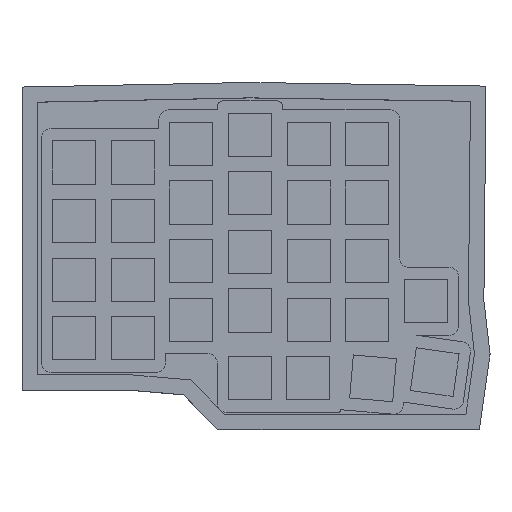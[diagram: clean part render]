
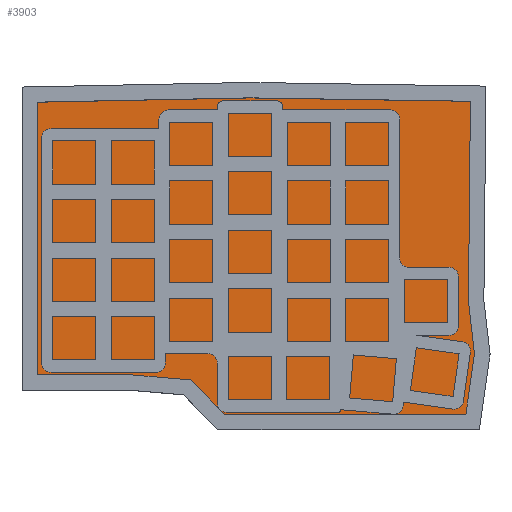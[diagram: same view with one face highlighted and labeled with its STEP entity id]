
A CAD part, top view. The second image highlights one B-rep face of the part: STEP entity #3903.
In plain terms, the highlighted planar face has unit normal (0, 0, 1).
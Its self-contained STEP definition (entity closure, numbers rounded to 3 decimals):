
#157=FACE_OUTER_BOUND('',#350,.T.);
#350=EDGE_LOOP('',(#2684,#2685,#2686,#2687,#2688,#2689,#2690,#2691,#2692,
#2693,#2694,#2695,#2696,#2697,#2698,#2699));
#587=LINE('',#5333,#1118);
#589=LINE('',#5338,#1120);
#591=LINE('',#5342,#1122);
#595=LINE('',#5349,#1126);
#596=LINE('',#5353,#1127);
#650=LINE('',#5460,#1181);
#651=LINE('',#5462,#1182);
#652=LINE('',#5464,#1183);
#653=LINE('',#5466,#1184);
#654=LINE('',#5468,#1185);
#655=LINE('',#5470,#1186);
#656=LINE('',#5472,#1187);
#657=LINE('',#5474,#1188);
#658=LINE('',#5475,#1189);
#659=LINE('',#5476,#1190);
#660=LINE('',#5477,#1191);
#1118=VECTOR('',#4342,10.);
#1120=VECTOR('',#4346,10.);
#1122=VECTOR('',#4350,10.);
#1126=VECTOR('',#4354,10.);
#1127=VECTOR('',#4357,10.);
#1181=VECTOR('',#4445,10.);
#1182=VECTOR('',#4446,10.);
#1183=VECTOR('',#4447,10.);
#1184=VECTOR('',#4448,10.);
#1185=VECTOR('',#4449,10.);
#1186=VECTOR('',#4450,10.);
#1187=VECTOR('',#4451,10.);
#1188=VECTOR('',#4452,10.);
#1189=VECTOR('',#4453,10.);
#1190=VECTOR('',#4454,10.);
#1191=VECTOR('',#4455,10.);
#1647=VERTEX_POINT('',#5329);
#1648=VERTEX_POINT('',#5331);
#1649=VERTEX_POINT('',#5335);
#1650=VERTEX_POINT('',#5337);
#1651=VERTEX_POINT('',#5341);
#1654=VERTEX_POINT('',#5347);
#1655=VERTEX_POINT('',#5351);
#1656=VERTEX_POINT('',#5352);
#1692=VERTEX_POINT('',#5459);
#1693=VERTEX_POINT('',#5461);
#1694=VERTEX_POINT('',#5463);
#1695=VERTEX_POINT('',#5465);
#1696=VERTEX_POINT('',#5467);
#1697=VERTEX_POINT('',#5469);
#1698=VERTEX_POINT('',#5471);
#1699=VERTEX_POINT('',#5473);
#2023=EDGE_CURVE('',#1648,#1647,#587,.T.);
#2025=EDGE_CURVE('',#1650,#1649,#589,.T.);
#2027=EDGE_CURVE('',#1647,#1651,#591,.T.);
#2031=EDGE_CURVE('',#1654,#1649,#595,.T.);
#2032=EDGE_CURVE('',#1655,#1656,#596,.T.);
#2086=EDGE_CURVE('',#1692,#1654,#650,.T.);
#2087=EDGE_CURVE('',#1693,#1692,#651,.T.);
#2088=EDGE_CURVE('',#1694,#1693,#652,.T.);
#2089=EDGE_CURVE('',#1695,#1694,#653,.T.);
#2090=EDGE_CURVE('',#1695,#1696,#654,.T.);
#2091=EDGE_CURVE('',#1696,#1697,#655,.T.);
#2092=EDGE_CURVE('',#1698,#1697,#656,.T.);
#2093=EDGE_CURVE('',#1699,#1698,#657,.T.);
#2094=EDGE_CURVE('',#1656,#1699,#658,.T.);
#2095=EDGE_CURVE('',#1651,#1655,#659,.T.);
#2096=EDGE_CURVE('',#1650,#1648,#660,.T.);
#2684=ORIENTED_EDGE('',*,*,#2031,.F.);
#2685=ORIENTED_EDGE('',*,*,#2086,.F.);
#2686=ORIENTED_EDGE('',*,*,#2087,.F.);
#2687=ORIENTED_EDGE('',*,*,#2088,.F.);
#2688=ORIENTED_EDGE('',*,*,#2089,.F.);
#2689=ORIENTED_EDGE('',*,*,#2090,.T.);
#2690=ORIENTED_EDGE('',*,*,#2091,.T.);
#2691=ORIENTED_EDGE('',*,*,#2092,.F.);
#2692=ORIENTED_EDGE('',*,*,#2093,.F.);
#2693=ORIENTED_EDGE('',*,*,#2094,.F.);
#2694=ORIENTED_EDGE('',*,*,#2032,.F.);
#2695=ORIENTED_EDGE('',*,*,#2095,.F.);
#2696=ORIENTED_EDGE('',*,*,#2027,.F.);
#2697=ORIENTED_EDGE('',*,*,#2023,.F.);
#2698=ORIENTED_EDGE('',*,*,#2096,.F.);
#2699=ORIENTED_EDGE('',*,*,#2025,.T.);
#3727=PLANE('',#4122);
#3903=ADVANCED_FACE('',(#157),#3727,.T.);
#4122=AXIS2_PLACEMENT_3D('',#5458,#4443,#4444);
#4342=DIRECTION('',(-0.015,-1.,0.));
#4346=DIRECTION('',(-0.015,-1.,0.));
#4350=DIRECTION('',(1.,-0.015,0.));
#4354=DIRECTION('',(1.,-0.015,0.));
#4357=DIRECTION('',(-0.01,-1.,0.));
#4443=DIRECTION('center_axis',(0.,0.,1.));
#4444=DIRECTION('ref_axis',(1.,0.,0.));
#4445=DIRECTION('',(1.,0.02,0.));
#4446=DIRECTION('',(0.,1.,0.));
#4447=DIRECTION('',(-1.,0.,0.));
#4448=DIRECTION('',(-0.996,0.085,0.));
#4449=DIRECTION('',(0.702,-0.712,0.));
#4450=DIRECTION('',(1.,0.,0.));
#4451=DIRECTION('',(-0.139,-0.99,0.));
#4452=DIRECTION('',(0.113,-0.994,0.));
#4453=DIRECTION('',(-0.01,-1.,0.));
#4454=DIRECTION('',(-0.01,-1.,0.));
#4455=DIRECTION('',(1.,-0.015,0.));
#5329=CARTESIAN_POINT('',(124.433,76.889,0.));
#5331=CARTESIAN_POINT('',(124.51,81.889,0.));
#5333=CARTESIAN_POINT('',(124.51,81.889,0.));
#5335=CARTESIAN_POINT('',(109.435,77.121,0.));
#5337=CARTESIAN_POINT('',(109.512,82.12,0.));
#5338=CARTESIAN_POINT('',(109.512,82.12,0.));
#5341=CARTESIAN_POINT('',(128.461,76.827,0.));
#5342=CARTESIAN_POINT('',(56.999,77.93,0.));
#5347=CARTESIAN_POINT('',(56.999,77.93,0.));
#5349=CARTESIAN_POINT('',(56.999,77.93,0.));
#5351=CARTESIAN_POINT('',(128.424,72.979,0.));
#5352=CARTESIAN_POINT('',(128.076,36.981,0.));
#5353=CARTESIAN_POINT('',(128.461,76.827,0.));
#5458=CARTESIAN_POINT('Origin',(58.947,26.668,0.));
#5459=CARTESIAN_POINT('',(-11.93,76.54,0.));
#5460=CARTESIAN_POINT('',(-11.93,76.54,0.));
#5461=CARTESIAN_POINT('',(-11.93,-11.93,0.));
#5462=CARTESIAN_POINT('',(-11.93,-11.93,0.));
#5463=CARTESIAN_POINT('',(18.979,-11.93,0.));
#5464=CARTESIAN_POINT('',(18.979,-11.93,0.));
#5465=CARTESIAN_POINT('',(37.774,-13.533,0.));
#5466=CARTESIAN_POINT('',(37.774,-13.533,0.));
#5467=CARTESIAN_POINT('',(48.69,-24.595,0.));
#5468=CARTESIAN_POINT('',(45.262,-21.121,0.));
#5469=CARTESIAN_POINT('',(127.037,-24.595,0.));
#5470=CARTESIAN_POINT('',(48.69,-24.595,0.));
#5471=CARTESIAN_POINT('',(129.783,-5.051,0.));
#5472=CARTESIAN_POINT('',(127.593,-20.634,0.));
#5473=CARTESIAN_POINT('',(127.835,12.026,0.));
#5474=CARTESIAN_POINT('',(127.835,12.026,0.));
#5475=CARTESIAN_POINT('',(128.461,76.827,0.));
#5476=CARTESIAN_POINT('',(128.461,76.827,0.));
#5477=CARTESIAN_POINT('',(121.51,81.935,0.));
